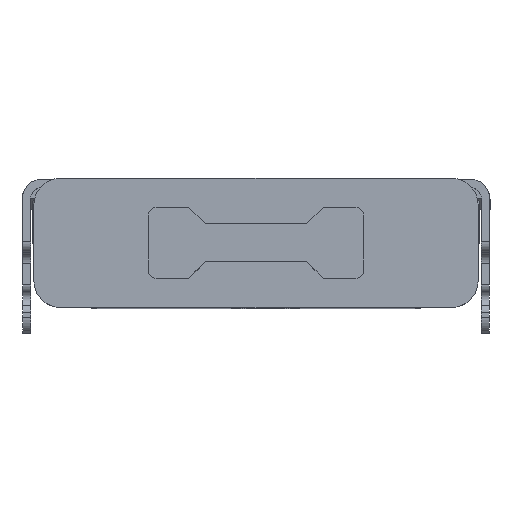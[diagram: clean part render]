
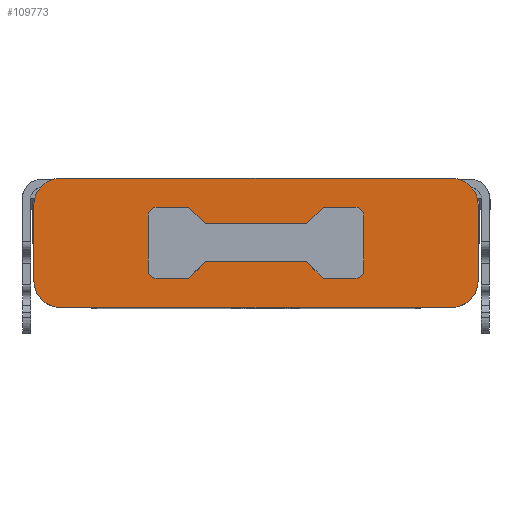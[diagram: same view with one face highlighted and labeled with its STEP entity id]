
A CAD part, top view. The second image highlights one B-rep face of the part: STEP entity #109773.
In plain terms, the highlighted face is planar.
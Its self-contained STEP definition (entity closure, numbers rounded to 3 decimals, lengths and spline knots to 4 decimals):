
#108172=CARTESIAN_POINT('',(3.625,1.,-0.7));
#108173=DIRECTION('',(0.,-1.,0.));
#108174=DIRECTION('',(0.,0.,-1.));
#108175=AXIS2_PLACEMENT_3D('',#108172,#108173,#108174);
#108177=DIRECTION('',(0.,0.,1.));
#108178=VECTOR('',#108177,1.4);
#108179=CARTESIAN_POINT('',(4.125,1.,-0.7));
#108180=LINE('',#108179,#108178);
#108181=CARTESIAN_POINT('',(3.625,1.,0.7));
#108182=DIRECTION('',(0.,-1.,0.));
#108183=DIRECTION('',(1.,0.,0.));
#108184=AXIS2_PLACEMENT_3D('',#108181,#108182,#108183);
#108186=DIRECTION('',(-1.,0.,0.));
#108187=VECTOR('',#108186,7.25);
#108188=CARTESIAN_POINT('',(3.625,1.,1.2));
#108189=LINE('',#108188,#108187);
#108190=CARTESIAN_POINT('',(-3.625,1.,0.7));
#108191=DIRECTION('',(0.,-1.,0.));
#108192=DIRECTION('',(0.,0.,1.));
#108193=AXIS2_PLACEMENT_3D('',#108190,#108191,#108192);
#108195=DIRECTION('',(0.,0.,-1.));
#108196=VECTOR('',#108195,1.4);
#108197=CARTESIAN_POINT('',(-4.125,1.,0.7));
#108198=LINE('',#108197,#108196);
#108199=CARTESIAN_POINT('',(-3.625,1.,-0.7));
#108200=DIRECTION('',(0.,-1.,0.));
#108201=DIRECTION('',(-1.,0.,0.));
#108202=AXIS2_PLACEMENT_3D('',#108199,#108200,#108201);
#108204=DIRECTION('',(1.,0.,0.));
#108205=VECTOR('',#108204,7.25);
#108206=CARTESIAN_POINT('',(-3.625,1.,-1.2));
#108207=LINE('',#108206,#108205);
#108208=CARTESIAN_POINT('',(-1.85,1.,-0.51));
#108209=DIRECTION('',(0.,1.,0.));
#108210=DIRECTION('',(0.,0.,-1.));
#108211=AXIS2_PLACEMENT_3D('',#108208,#108209,#108210);
#108213=CARTESIAN_POINT('',(-1.85,1.,0.51));
#108214=DIRECTION('',(0.,1.,0.));
#108215=DIRECTION('',(-1.,0.,0.));
#108216=AXIS2_PLACEMENT_3D('',#108213,#108214,#108215);
#108218=DIRECTION('',(0.707,0.,-0.707));
#108219=VECTOR('',#108218,0.4384);
#108220=CARTESIAN_POINT('',(-1.25,1.,0.66));
#108221=LINE('',#108220,#108219);
#108222=DIRECTION('',(0.707,0.,0.707));
#108223=VECTOR('',#108222,0.4384);
#108224=CARTESIAN_POINT('',(0.94,1.,0.35));
#108225=LINE('',#108224,#108223);
#108226=CARTESIAN_POINT('',(1.85,1.,0.51));
#108227=DIRECTION('',(0.,1.,0.));
#108228=DIRECTION('',(0.,0.,1.));
#108229=AXIS2_PLACEMENT_3D('',#108226,#108227,#108228);
#108231=CARTESIAN_POINT('',(1.85,1.,-0.51));
#108232=DIRECTION('',(0.,1.,0.));
#108233=DIRECTION('',(1.,0.,0.));
#108234=AXIS2_PLACEMENT_3D('',#108231,#108232,#108233);
#108236=DIRECTION('',(-0.707,0.,0.707));
#108237=VECTOR('',#108236,0.4384);
#108238=CARTESIAN_POINT('',(1.25,1.,-0.66));
#108239=LINE('',#108238,#108237);
#108240=DIRECTION('',(-0.707,0.,-0.707));
#108241=VECTOR('',#108240,0.4384);
#108242=CARTESIAN_POINT('',(-0.94,1.,-0.35));
#108243=LINE('',#108242,#108241);
#108244=DIRECTION('',(1.,0.,0.));
#108245=VECTOR('',#108244,0.6);
#108246=CARTESIAN_POINT('',(-1.85,1.,-0.66));
#108247=LINE('',#108246,#108245);
#108332=DIRECTION('',(0.,0.,-1.));
#108333=VECTOR('',#108332,1.02);
#108334=CARTESIAN_POINT('',(-2.,1.,0.51));
#108335=LINE('',#108334,#108333);
#108340=DIRECTION('',(-1.,0.,0.));
#108341=VECTOR('',#108340,0.6);
#108342=CARTESIAN_POINT('',(-1.25,1.,0.66));
#108343=LINE('',#108342,#108341);
#108352=DIRECTION('',(-1.,0.,0.));
#108353=VECTOR('',#108352,1.88);
#108354=CARTESIAN_POINT('',(0.94,1.,0.35));
#108355=LINE('',#108354,#108353);
#108360=DIRECTION('',(-1.,0.,0.));
#108361=VECTOR('',#108360,0.6);
#108362=CARTESIAN_POINT('',(1.85,1.,0.66));
#108363=LINE('',#108362,#108361);
#108372=DIRECTION('',(0.,0.,1.));
#108373=VECTOR('',#108372,1.02);
#108374=CARTESIAN_POINT('',(2.,1.,-0.51));
#108375=LINE('',#108374,#108373);
#108388=DIRECTION('',(1.,0.,0.));
#108389=VECTOR('',#108388,0.6);
#108390=CARTESIAN_POINT('',(1.25,1.,-0.66));
#108391=LINE('',#108390,#108389);
#108400=DIRECTION('',(1.,0.,0.));
#108401=VECTOR('',#108400,1.88);
#108402=CARTESIAN_POINT('',(-0.94,1.,-0.35));
#108403=LINE('',#108402,#108401);
#109278=CARTESIAN_POINT('',(-3.625,1.,1.2));
#109279=VERTEX_POINT('',#109278);
#109280=CARTESIAN_POINT('',(3.625,1.,1.2));
#109281=VERTEX_POINT('',#109280);
#109282=CARTESIAN_POINT('',(-4.125,1.,0.7));
#109283=VERTEX_POINT('',#109282);
#109284=CARTESIAN_POINT('',(-4.125,1.,-0.7));
#109285=VERTEX_POINT('',#109284);
#109286=CARTESIAN_POINT('',(-3.625,1.,-1.2));
#109287=VERTEX_POINT('',#109286);
#109290=CARTESIAN_POINT('',(3.625,1.,-1.2));
#109291=VERTEX_POINT('',#109290);
#109298=CARTESIAN_POINT('',(4.125,1.,-0.7));
#109299=VERTEX_POINT('',#109298);
#109300=CARTESIAN_POINT('',(4.125,1.,0.7));
#109301=VERTEX_POINT('',#109300);
#109302=CARTESIAN_POINT('',(-1.85,1.,-0.66));
#109303=CARTESIAN_POINT('',(-1.25,1.,-0.66));
#109304=VERTEX_POINT('',#109302);
#109305=VERTEX_POINT('',#109303);
#109306=CARTESIAN_POINT('',(-2.,1.,-0.51));
#109307=VERTEX_POINT('',#109306);
#109308=CARTESIAN_POINT('',(-2.,1.,0.51));
#109309=VERTEX_POINT('',#109308);
#109310=CARTESIAN_POINT('',(-1.85,1.,0.66));
#109311=VERTEX_POINT('',#109310);
#109312=CARTESIAN_POINT('',(-1.25,1.,0.66));
#109313=VERTEX_POINT('',#109312);
#109314=CARTESIAN_POINT('',(-0.94,1.,0.35));
#109315=VERTEX_POINT('',#109314);
#109316=CARTESIAN_POINT('',(0.94,1.,0.35));
#109317=VERTEX_POINT('',#109316);
#109318=CARTESIAN_POINT('',(1.25,1.,0.66));
#109319=VERTEX_POINT('',#109318);
#109320=CARTESIAN_POINT('',(1.85,1.,0.66));
#109321=VERTEX_POINT('',#109320);
#109322=CARTESIAN_POINT('',(2.,1.,0.51));
#109323=VERTEX_POINT('',#109322);
#109324=CARTESIAN_POINT('',(2.,1.,-0.51));
#109325=VERTEX_POINT('',#109324);
#109326=CARTESIAN_POINT('',(1.85,1.,-0.66));
#109327=VERTEX_POINT('',#109326);
#109328=CARTESIAN_POINT('',(1.25,1.,-0.66));
#109329=VERTEX_POINT('',#109328);
#109330=CARTESIAN_POINT('',(0.94,1.,-0.35));
#109331=VERTEX_POINT('',#109330);
#109332=CARTESIAN_POINT('',(-0.94,1.,-0.35));
#109333=VERTEX_POINT('',#109332);
#109724=CARTESIAN_POINT('',(0.,1.,0.));
#109725=DIRECTION('',(0.,1.,0.));
#109726=DIRECTION('',(1.,0.,0.));
#109727=AXIS2_PLACEMENT_3D('',#109724,#109725,#109726);
#109728=PLANE('',#109727);
#109729=ORIENTED_EDGE('',*,*,#109691,.T.);
#109730=ORIENTED_EDGE('',*,*,#109706,.T.);
#109731=ORIENTED_EDGE('',*,*,#109718,.T.);
#109732=ORIENTED_EDGE('',*,*,#109513,.T.);
#109733=ORIENTED_EDGE('',*,*,#109541,.T.);
#109734=ORIENTED_EDGE('',*,*,#109556,.T.);
#109735=ORIENTED_EDGE('',*,*,#109569,.T.);
#109736=ORIENTED_EDGE('',*,*,#109589,.T.);
#109737=EDGE_LOOP('',(#109729,#109730,#109731,#109732,#109733,#109734,#109735,
#109736));
#109738=FACE_OUTER_BOUND('',#109737,.F.);
#109740=ORIENTED_EDGE('',*,*,#109739,.F.);
#109742=ORIENTED_EDGE('',*,*,#109741,.T.);
#109744=ORIENTED_EDGE('',*,*,#109743,.F.);
#109746=ORIENTED_EDGE('',*,*,#109745,.T.);
#109748=ORIENTED_EDGE('',*,*,#109747,.F.);
#109750=ORIENTED_EDGE('',*,*,#109749,.T.);
#109752=ORIENTED_EDGE('',*,*,#109751,.F.);
#109754=ORIENTED_EDGE('',*,*,#109753,.T.);
#109756=ORIENTED_EDGE('',*,*,#109755,.F.);
#109758=ORIENTED_EDGE('',*,*,#109757,.T.);
#109760=ORIENTED_EDGE('',*,*,#109759,.F.);
#109762=ORIENTED_EDGE('',*,*,#109761,.T.);
#109764=ORIENTED_EDGE('',*,*,#109763,.F.);
#109766=ORIENTED_EDGE('',*,*,#109765,.T.);
#109768=ORIENTED_EDGE('',*,*,#109767,.F.);
#109770=ORIENTED_EDGE('',*,*,#109769,.T.);
#109771=EDGE_LOOP('',(#109740,#109742,#109744,#109746,#109748,#109750,#109752,
#109754,#109756,#109758,#109760,#109762,#109764,#109766,#109768,#109770));
#109772=FACE_BOUND('',#109771,.F.);
#109773=ADVANCED_FACE('',(#109738,#109772),#109728,.T.);
#108176=CIRCLE('',#108175,0.5);
#108185=CIRCLE('',#108184,0.5);
#108194=CIRCLE('',#108193,0.5);
#108203=CIRCLE('',#108202,0.5);
#108212=CIRCLE('',#108211,0.15);
#108217=CIRCLE('',#108216,0.15);
#108230=CIRCLE('',#108229,0.15);
#108235=CIRCLE('',#108234,0.15);
#109513=EDGE_CURVE('',#109281,#109279,#108189,.T.);
#109541=EDGE_CURVE('',#109279,#109283,#108194,.T.);
#109556=EDGE_CURVE('',#109283,#109285,#108198,.T.);
#109569=EDGE_CURVE('',#109285,#109287,#108203,.T.);
#109589=EDGE_CURVE('',#109287,#109291,#108207,.T.);
#109691=EDGE_CURVE('',#109291,#109299,#108176,.T.);
#109706=EDGE_CURVE('',#109299,#109301,#108180,.T.);
#109718=EDGE_CURVE('',#109301,#109281,#108185,.T.);
#109739=EDGE_CURVE('',#109304,#109305,#108247,.T.);
#109741=EDGE_CURVE('',#109304,#109307,#108212,.T.);
#109743=EDGE_CURVE('',#109309,#109307,#108335,.T.);
#109745=EDGE_CURVE('',#109309,#109311,#108217,.T.);
#109747=EDGE_CURVE('',#109313,#109311,#108343,.T.);
#109749=EDGE_CURVE('',#109313,#109315,#108221,.T.);
#109751=EDGE_CURVE('',#109317,#109315,#108355,.T.);
#109753=EDGE_CURVE('',#109317,#109319,#108225,.T.);
#109755=EDGE_CURVE('',#109321,#109319,#108363,.T.);
#109757=EDGE_CURVE('',#109321,#109323,#108230,.T.);
#109759=EDGE_CURVE('',#109325,#109323,#108375,.T.);
#109761=EDGE_CURVE('',#109325,#109327,#108235,.T.);
#109763=EDGE_CURVE('',#109329,#109327,#108391,.T.);
#109765=EDGE_CURVE('',#109329,#109331,#108239,.T.);
#109767=EDGE_CURVE('',#109333,#109331,#108403,.T.);
#109769=EDGE_CURVE('',#109333,#109305,#108243,.T.);
